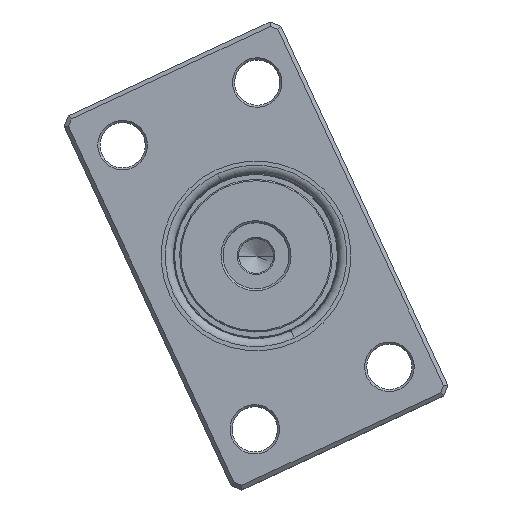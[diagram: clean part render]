
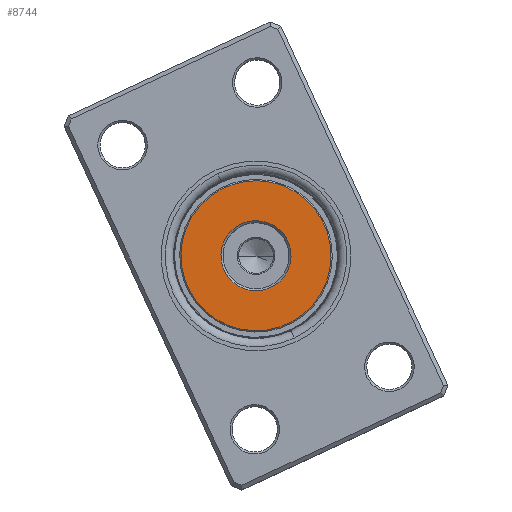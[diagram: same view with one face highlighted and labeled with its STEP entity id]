
A CAD part, top view. The second image highlights one B-rep face of the part: STEP entity #8744.
In plain terms, the highlighted face is planar.
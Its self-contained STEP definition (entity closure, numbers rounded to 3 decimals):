
#230 = DIRECTION ( 'NONE',  ( 0., 0., -1. ) ) ;
#878 = CIRCLE ( 'NONE', #13973, 8.5 ) ;
#982 = VERTEX_POINT ( 'NONE', #13531 ) ;
#4251 = CARTESIAN_POINT ( 'NONE',  ( 0., 0., 0. ) ) ;
#5209 = AXIS2_PLACEMENT_3D ( 'NONE', #29758, #14218, #19657 ) ;
#6263 = EDGE_LOOP ( 'NONE', ( #25319, #9898 ) ) ;
#6910 = CIRCLE ( 'NONE', #32137, 18.2 ) ;
#8251 = VERTEX_POINT ( 'NONE', #31181 ) ;
#8555 = ORIENTED_EDGE ( 'NONE', *, *, #23199, .T. ) ;
#8619 = CARTESIAN_POINT ( 'NONE',  ( 0., 0., 0. ) ) ;
#8744 = ADVANCED_FACE ( 'NONE', ( #12655, #17851 ), #11636, .F. ) ;
#9119 = VERTEX_POINT ( 'NONE', #19420 ) ;
#9898 = ORIENTED_EDGE ( 'NONE', *, *, #24023, .T. ) ;
#11370 = DIRECTION ( 'NONE',  ( 1., 0., 0. ) ) ;
#11636 = PLANE ( 'NONE',  #5209 ) ;
#12655 = FACE_OUTER_BOUND ( 'NONE', #6263, .T. ) ;
#13531 = CARTESIAN_POINT ( 'NONE',  ( -8.5, 0., 0. ) ) ;
#13858 = DIRECTION ( 'NONE',  ( 0., 0., 1. ) ) ;
#13973 = AXIS2_PLACEMENT_3D ( 'NONE', #4251, #14399, #32158 ) ;
#14218 = DIRECTION ( 'NONE',  ( 0., 0., 1. ) ) ;
#14399 = DIRECTION ( 'NONE',  ( 0., 0., 1. ) ) ;
#15196 = DIRECTION ( 'NONE',  ( 1., 0., 0. ) ) ;
#16525 = DIRECTION ( 'NONE',  ( 0., 0., -1. ) ) ;
#17431 = EDGE_LOOP ( 'NONE', ( #8555, #24031 ) ) ;
#17851 = FACE_BOUND ( 'NONE', #17431, .T. ) ;
#19080 = DIRECTION ( 'NONE',  ( 1., 0., 0. ) ) ;
#19420 = CARTESIAN_POINT ( 'NONE',  ( 18.2, 0., 0. ) ) ;
#19657 = DIRECTION ( 'NONE',  ( 1., 0., 0. ) ) ;
#21124 = VERTEX_POINT ( 'NONE', #24469 ) ;
#21143 = CIRCLE ( 'NONE', #23080, 18.2 ) ;
#21683 = EDGE_CURVE ( 'NONE', #9119, #21124, #6910, .T. ) ;
#21813 = AXIS2_PLACEMENT_3D ( 'NONE', #26361, #13858, #11370 ) ;
#23080 = AXIS2_PLACEMENT_3D ( 'NONE', #25453, #230, #15196 ) ;
#23199 = EDGE_CURVE ( 'NONE', #982, #8251, #26370, .T. ) ;
#24023 = EDGE_CURVE ( 'NONE', #21124, #9119, #21143, .T. ) ;
#24031 = ORIENTED_EDGE ( 'NONE', *, *, #31744, .T. ) ;
#24469 = CARTESIAN_POINT ( 'NONE',  ( -18.2, 0., 0. ) ) ;
#25319 = ORIENTED_EDGE ( 'NONE', *, *, #21683, .T. ) ;
#25453 = CARTESIAN_POINT ( 'NONE',  ( 0., 0., 0. ) ) ;
#26361 = CARTESIAN_POINT ( 'NONE',  ( 0., 0., 0. ) ) ;
#26370 = CIRCLE ( 'NONE', #21813, 8.5 ) ;
#29758 = CARTESIAN_POINT ( 'NONE',  ( 0., 0., 0. ) ) ;
#31181 = CARTESIAN_POINT ( 'NONE',  ( 8.5, 0., 0. ) ) ;
#31744 = EDGE_CURVE ( 'NONE', #8251, #982, #878, .T. ) ;
#32137 = AXIS2_PLACEMENT_3D ( 'NONE', #8619, #16525, #19080 ) ;
#32158 = DIRECTION ( 'NONE',  ( 1., 0., 0. ) ) ;
